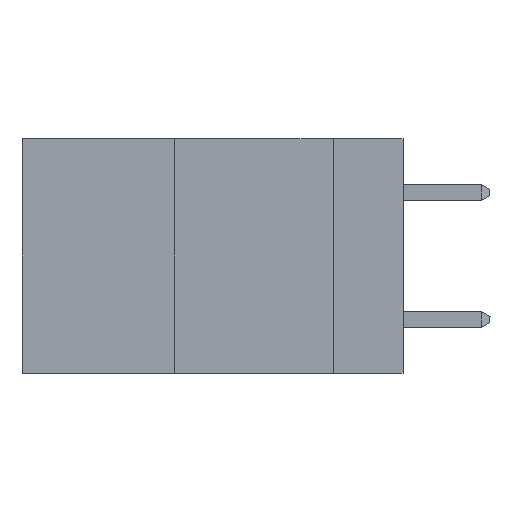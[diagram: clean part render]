
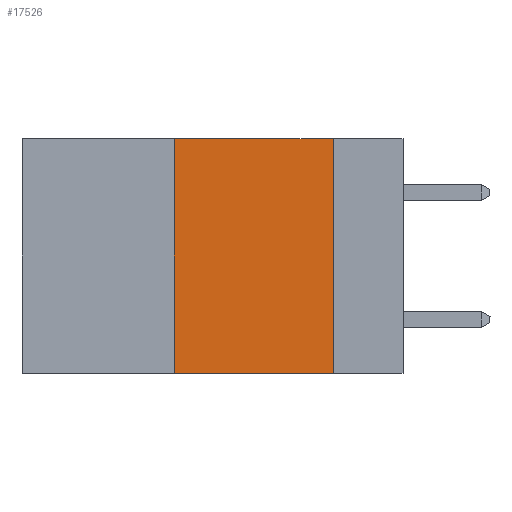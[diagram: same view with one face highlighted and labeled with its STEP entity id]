
A CAD part, left-side view. The second image highlights one B-rep face of the part: STEP entity #17526.
In plain terms, the highlighted planar face has unit normal (-1, 0, 0).
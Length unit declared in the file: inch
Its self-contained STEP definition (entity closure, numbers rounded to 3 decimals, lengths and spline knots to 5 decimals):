
#55 = VECTOR ( 'NONE', #7363, 39.37008 ) ;
#240 = ORIENTED_EDGE ( 'NONE', *, *, #8335, .F. ) ;
#904 = ORIENTED_EDGE ( 'NONE', *, *, #13497, .F. ) ;
#2197 = VERTEX_POINT ( 'NONE', #7794 ) ;
#2441 = LINE ( 'NONE', #13832, #14890 ) ;
#4194 = ORIENTED_EDGE ( 'NONE', *, *, #8790, .T. ) ;
#4808 = DIRECTION ( 'NONE',  ( 0., -1., 0. ) ) ;
#6328 = DIRECTION ( 'NONE',  ( 0., 0., 1. ) ) ;
#7077 = CARTESIAN_POINT ( 'NONE',  ( 0., 0.6, 0. ) ) ;
#7195 = CARTESIAN_POINT ( 'NONE',  ( 0., 0.6, 0. ) ) ;
#7265 = PLANE ( 'NONE',  #17079 ) ;
#7363 = DIRECTION ( 'NONE',  ( 0., 0., -1. ) ) ;
#7402 = VECTOR ( 'NONE', #19020, 39.37008 ) ;
#7523 = EDGE_CURVE ( 'NONE', #10931, #19379, #13072, .T. ) ;
#7573 = CARTESIAN_POINT ( 'NONE',  ( 0., 0.11, 0. ) ) ;
#7611 = ORIENTED_EDGE ( 'NONE', *, *, #7523, .F. ) ;
#7794 = CARTESIAN_POINT ( 'NONE',  ( 0., 0.11, -0.37 ) ) ;
#8335 = EDGE_CURVE ( 'NONE', #19379, #2197, #19377, .T. ) ;
#8628 = DIRECTION ( 'NONE',  ( 0., 0., -1. ) ) ;
#8790 = EDGE_CURVE ( 'NONE', #18847, #2197, #2441, .T. ) ;
#10931 = VERTEX_POINT ( 'NONE', #18665 ) ;
#11745 = CARTESIAN_POINT ( 'NONE',  ( 0., 0.11, 0. ) ) ;
#12120 = VECTOR ( 'NONE', #6328, 39.37008 ) ;
#12609 = LINE ( 'NONE', #13724, #12120 ) ;
#13072 = LINE ( 'NONE', #7195, #7402 ) ;
#13497 = EDGE_CURVE ( 'NONE', #18847, #10931, #12609, .T. ) ;
#13724 = CARTESIAN_POINT ( 'NONE',  ( 0., 0.36, 0. ) ) ;
#13832 = CARTESIAN_POINT ( 'NONE',  ( 0., 0.6, -0.37 ) ) ;
#14890 = VECTOR ( 'NONE', #4808, 39.37008 ) ;
#15114 = CARTESIAN_POINT ( 'NONE',  ( 0., 0.36, -0.37 ) ) ;
#15614 = FACE_OUTER_BOUND ( 'NONE', #18916, .T. ) ;
#17079 = AXIS2_PLACEMENT_3D ( 'NONE', #7077, #17795, #8628 ) ;
#17526 = ADVANCED_FACE ( 'NONE', ( #15614 ), #7265, .F. ) ;
#17795 = DIRECTION ( 'NONE',  ( 1., 0., 0. ) ) ;
#18665 = CARTESIAN_POINT ( 'NONE',  ( 0., 0.36, 0. ) ) ;
#18847 = VERTEX_POINT ( 'NONE', #15114 ) ;
#18916 = EDGE_LOOP ( 'NONE', ( #240, #7611, #904, #4194 ) ) ;
#19020 = DIRECTION ( 'NONE',  ( 0., -1., 0. ) ) ;
#19377 = LINE ( 'NONE', #11745, #55 ) ;
#19379 = VERTEX_POINT ( 'NONE', #7573 ) ;
